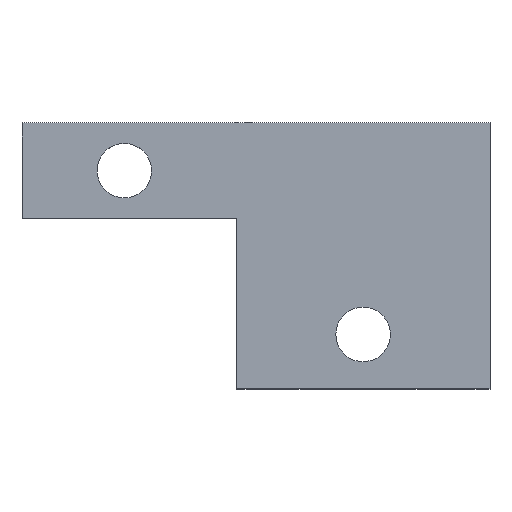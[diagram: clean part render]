
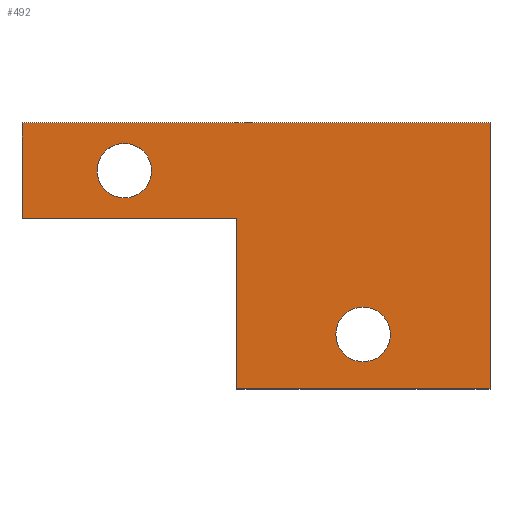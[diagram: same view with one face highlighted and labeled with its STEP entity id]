
A CAD part, top view. The second image highlights one B-rep face of the part: STEP entity #492.
In plain terms, the highlighted planar face has unit normal (0, 0, 1).
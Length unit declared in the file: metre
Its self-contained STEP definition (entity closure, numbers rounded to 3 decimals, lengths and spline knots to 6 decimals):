
#27=LINE('',#713,#90);
#30=LINE('',#719,#93);
#40=LINE('',#737,#103);
#43=LINE('',#743,#106);
#46=LINE('',#749,#109);
#48=LINE('',#756,#111);
#90=VECTOR('',#581,1.);
#93=VECTOR('',#586,1.);
#103=VECTOR('',#598,1.);
#106=VECTOR('',#603,1.);
#109=VECTOR('',#608,1.);
#111=VECTOR('',#616,1.);
#201=ORIENTED_EDGE('',*,*,#290,.F.);
#202=ORIENTED_EDGE('',*,*,#293,.F.);
#203=ORIENTED_EDGE('',*,*,#303,.T.);
#204=ORIENTED_EDGE('',*,*,#306,.F.);
#205=ORIENTED_EDGE('',*,*,#309,.T.);
#206=ORIENTED_EDGE('',*,*,#312,.F.);
#207=ORIENTED_EDGE('',*,*,#310,.F.);
#208=ORIENTED_EDGE('',*,*,#283,.F.);
#283=EDGE_CURVE('',#350,#350,#388,.T.);
#290=EDGE_CURVE('',#356,#357,#27,.T.);
#293=EDGE_CURVE('',#358,#356,#30,.T.);
#303=EDGE_CURVE('',#358,#365,#40,.T.);
#306=EDGE_CURVE('',#367,#365,#43,.T.);
#309=EDGE_CURVE('',#367,#369,#46,.T.);
#310=EDGE_CURVE('',#370,#370,#390,.T.);
#312=EDGE_CURVE('',#357,#369,#48,.T.);
#350=VERTEX_POINT('',#698);
#356=VERTEX_POINT('',#712);
#357=VERTEX_POINT('',#714);
#358=VERTEX_POINT('',#718);
#365=VERTEX_POINT('',#736);
#367=VERTEX_POINT('',#742);
#369=VERTEX_POINT('',#748);
#370=VERTEX_POINT('',#752);
#388=CIRCLE('',#524,0.002);
#390=CIRCLE('',#533,0.002);
#405=EDGE_LOOP('',(#201,#202,#203,#204,#205,#206));
#406=EDGE_LOOP('',(#207));
#407=EDGE_LOOP('',(#208));
#438=FACE_BOUND('',#405,.T.);
#439=FACE_BOUND('',#406,.T.);
#440=FACE_BOUND('',#407,.T.);
#466=PLANE('',#535);
#492=ADVANCED_FACE('',(#438,#439,#440),#466,.T.);
#524=AXIS2_PLACEMENT_3D('',#697,#568,#569);
#533=AXIS2_PLACEMENT_3D('',#751,#611,#612);
#535=AXIS2_PLACEMENT_3D('',#766,#623,#624);
#568=DIRECTION('',(0.,0.,1.));
#569=DIRECTION('',(1.,0.,0.));
#581=DIRECTION('',(0.,1.,0.));
#586=DIRECTION('',(-1.,0.,0.));
#598=DIRECTION('',(0.,1.,0.));
#603=DIRECTION('',(1.,0.,0.));
#608=DIRECTION('',(0.,-1.,0.));
#611=DIRECTION('',(0.,0.,1.));
#612=DIRECTION('',(1.,0.,0.));
#616=DIRECTION('',(-1.,0.,0.));
#623=DIRECTION('',(0.,0.,1.));
#624=DIRECTION('',(1.,0.,0.));
#697=CARTESIAN_POINT('',(-0.0175,0.01,0.002));
#698=CARTESIAN_POINT('',(-0.0155,0.01,0.002));
#712=CARTESIAN_POINT('',(-0.0093,-0.006,0.002));
#713=CARTESIAN_POINT('',(-0.0093,-0.001,0.002));
#714=CARTESIAN_POINT('',(-0.0093,0.0065,0.002));
#718=CARTESIAN_POINT('',(0.0093,-0.006,0.002));
#719=CARTESIAN_POINT('',(0.,-0.006,0.002));
#736=CARTESIAN_POINT('',(0.0093,0.0135,0.002));
#737=CARTESIAN_POINT('',(0.0093,-0.001,0.002));
#742=CARTESIAN_POINT('',(-0.025,0.0135,0.002));
#743=CARTESIAN_POINT('',(0.,0.0135,0.002));
#748=CARTESIAN_POINT('',(-0.025,0.0065,0.002));
#749=CARTESIAN_POINT('',(-0.025,0.01,0.002));
#751=CARTESIAN_POINT('',(0.,-0.002,0.002));
#752=CARTESIAN_POINT('',(0.002,-0.002,0.002));
#756=CARTESIAN_POINT('',(-0.01715,0.0065,0.002));
#766=CARTESIAN_POINT('',(-0.00785,0.004,0.002));
